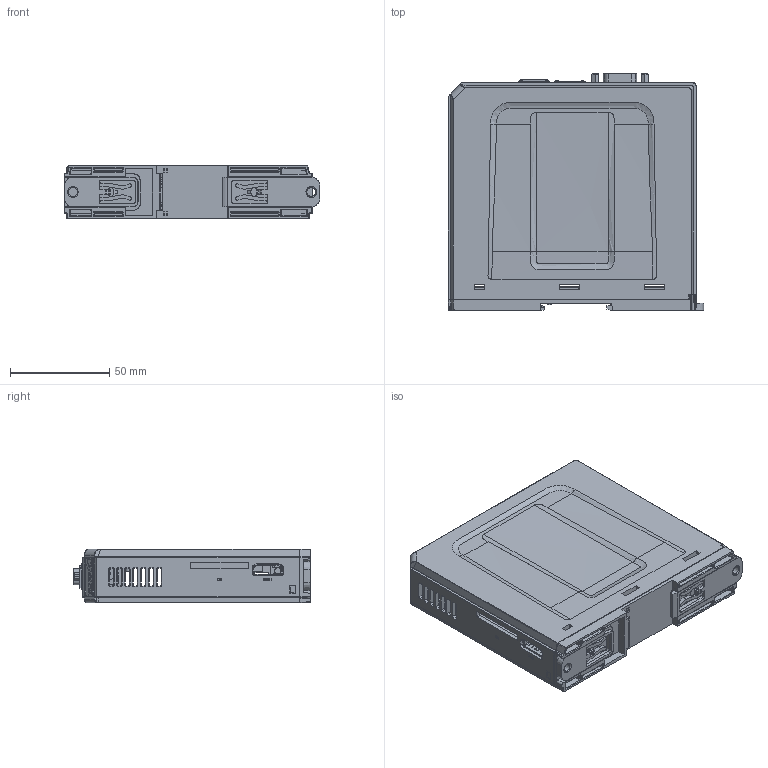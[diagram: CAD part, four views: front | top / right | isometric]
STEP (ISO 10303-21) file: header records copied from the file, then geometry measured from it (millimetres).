
FILE_DESCRIPTION (( 'STEP AP203' ), '1' );
FILE_NAME ('mTV.STEP', '2017-07-31T07:08:27', ( 'annayang' ), ( '' ), 'SwSTEP 2.0', 'SolidWorks 2011', '' );
FILE_SCHEMA (( 'CONFIG_CONTROL_DESIGN' ));
Length unit declared in the file: millimetre
Products named in the file (1): mTV
Bounding box: 128.7 x 119.28 x 27.17 mm (x, y, z)
Surface area: 84719.7 mm2 (no closed solid volume)
Topology: 0 solids, 42 shells, 1163 faces, 4906 edges, 3815 vertices
Faces by surface type: plane 681, cylinder 234, cone 133, bspline 79, torus 30, sphere 6
Entity records: 65567 total; most frequent: CARTESIAN_POINT 26982, ORIENTED_EDGE 8235, DIRECTION 6890, EDGE_CURVE 4892, VERTEX_POINT 3815, VECTOR 3184, LINE 3184, AXIS2_PLACEMENT_3D 1853
